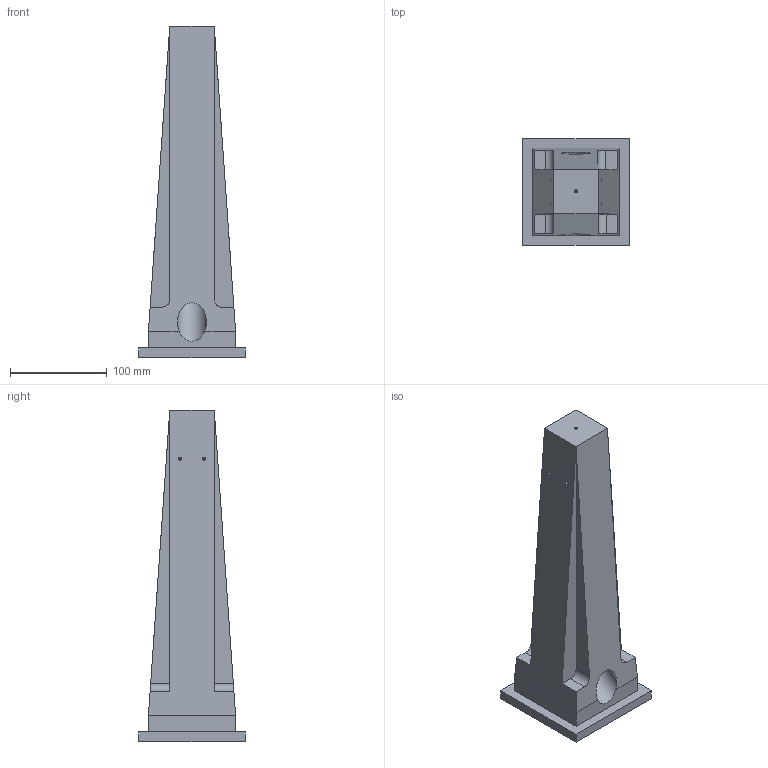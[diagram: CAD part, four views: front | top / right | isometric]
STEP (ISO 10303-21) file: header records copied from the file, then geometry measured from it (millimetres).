
FILE_DESCRIPTION(/* description */ ('VariCAD 2014-2.05 AP-214'),/* implementation_level */ '2;1');
FILE_NAME(/* name */ 'ObeliskWithHole.stp',/* time_stamp */ '2019-01-09T15:11:11+09:00',/* author */ (''),/* organization */ (''),/* preprocessor_version */ 'ST-DEVELOPER v14',/* originating_system */ 'VariCAD 2014-2.05; kernel version (20130303)',/* authorisation */ '');
FILE_SCHEMA (('AUTOMOTIVE_DESIGN'));
Length unit declared in the file: millimetre
Products named in the file (2): ObeliskWithHole; Obelisk3
Assembly tree (1 placements, depth 2):
  ObeliskWithHole
    Obelisk3
Bounding box: 110 x 110 x 342 mm (x, y, z)
Volume: 1531498.9 mm3; surface area: 125205.7 mm2
Topology: 1 solids, 1 shells, 57 faces, 142 edges, 81 vertices
Faces by surface type: plane 27, cylinder 18, cone 12
Entity records: 1775 total; most frequent: CARTESIAN_POINT 433, DIRECTION 270, ORIENTED_EDGE 260, EDGE_CURVE 130, LINE 92, VECTOR 92, AXIS2_PLACEMENT_3D 89, VERTEX_POINT 81
